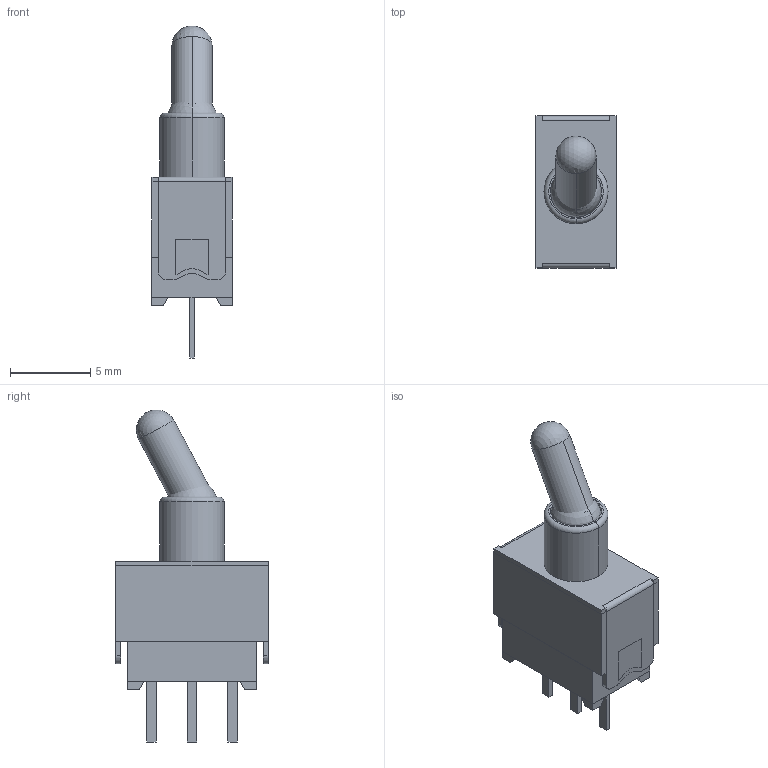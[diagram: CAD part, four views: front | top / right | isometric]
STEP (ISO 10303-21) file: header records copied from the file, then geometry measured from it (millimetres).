
FILE_DESCRIPTION((''),'2;1');
FILE_NAME('SW_KNITTER_ATE1D.stp','2011-03-15T16:54:52',(''),(''),'Mechanical Desktop 2011','Mechanical Desktop 2011',', , ');
FILE_SCHEMA(('AUTOMOTIVE_DESIGN { 1 2 10303 214 1 1 1 1 }'));
Length unit declared in the file: millimetre
Products named in the file (1): Product
Bounding box: 5 x 9.5 x 20.73 mm (x, y, z)
Volume: 406.2 mm3; surface area: 833.3 mm2
Topology: 20 solids, 20 shells, 166 faces, 387 edges, 255 vertices
Faces by surface type: bspline 79, plane 68, cylinder 14, sphere 3, torus 2
Entity records: 4791 total; most frequent: CARTESIAN_POINT 1152, ORIENTED_EDGE 762, DIRECTION 610, EDGE_CURVE 381, VECTOR 328, LINE 328, VERTEX_POINT 255, EDGE_LOOP 172
